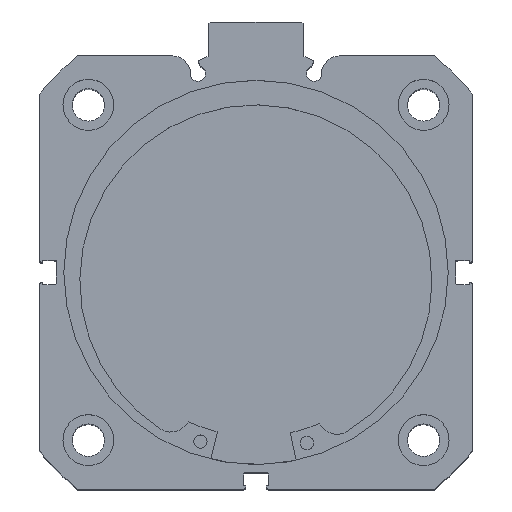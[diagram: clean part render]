
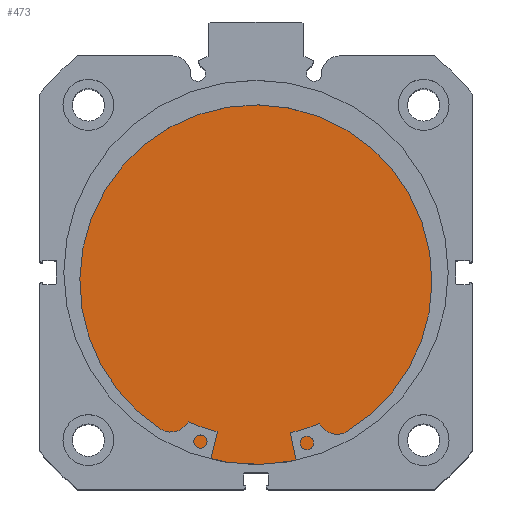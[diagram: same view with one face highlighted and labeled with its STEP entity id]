
A CAD part, top view. The second image highlights one B-rep face of the part: STEP entity #473.
In plain terms, the highlighted face is planar.
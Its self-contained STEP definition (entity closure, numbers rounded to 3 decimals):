
#473 = ADVANCED_FACE ( 'NONE', ( #1282 ), #6056, .F. ) ;
#817 = DIRECTION ( 'NONE',  ( 0., 0., 1. ) ) ;
#818 = DIRECTION ( 'NONE',  ( -1., 0., 0. ) ) ;
#820 = CARTESIAN_POINT ( 'NONE',  ( 13., 0., 0. ) ) ;
#848 = DIRECTION ( 'NONE',  ( 0., 0., 1. ) ) ;
#849 = DIRECTION ( 'NONE',  ( -1., 0., 0. ) ) ;
#854 = CARTESIAN_POINT ( 'NONE',  ( 13., 0., 0. ) ) ;
#1239 = ORIENTED_EDGE ( 'NONE', *, *, #4988, .F. ) ;
#1240 = ORIENTED_EDGE ( 'NONE', *, *, #4979, .F. ) ;
#1282 = FACE_OUTER_BOUND ( 'NONE', #6883, .T. ) ;
#1834 = CIRCLE ( 'NONE', #2309, 51. ) ;
#1846 = CIRCLE ( 'NONE', #2318, 51. ) ;
#2049 = AXIS2_PLACEMENT_3D ( 'NONE', #6292, #6286, #6030 ) ;
#2309 = AXIS2_PLACEMENT_3D ( 'NONE', #854, #849, #848 ) ;
#2318 = AXIS2_PLACEMENT_3D ( 'NONE', #820, #818, #817 ) ;
#3876 = CARTESIAN_POINT ( 'NONE',  ( 13., 0., -51. ) ) ;
#3944 = CARTESIAN_POINT ( 'NONE',  ( 13., 0., 51. ) ) ;
#4979 = EDGE_CURVE ( 'NONE', #6490, #6337, #1834, .T. ) ;
#4988 = EDGE_CURVE ( 'NONE', #6337, #6490, #1846, .T. ) ;
#6030 = DIRECTION ( 'NONE',  ( 0., 0., 1. ) ) ;
#6056 = PLANE ( 'NONE',  #2049 ) ;
#6286 = DIRECTION ( 'NONE',  ( -1., 0., 0. ) ) ;
#6292 = CARTESIAN_POINT ( 'NONE',  ( 13., 51., 0. ) ) ;
#6337 = VERTEX_POINT ( 'NONE', #3876 ) ;
#6490 = VERTEX_POINT ( 'NONE', #3944 ) ;
#6883 = EDGE_LOOP ( 'NONE', ( #1240, #1239 ) ) ;
